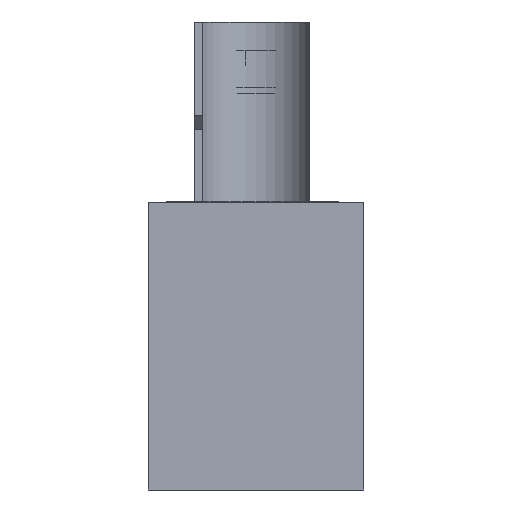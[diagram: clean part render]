
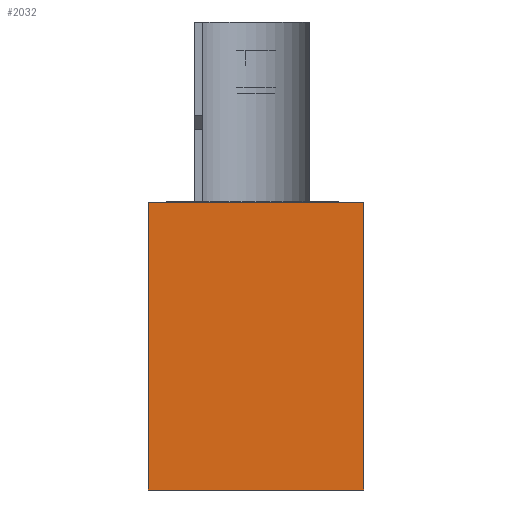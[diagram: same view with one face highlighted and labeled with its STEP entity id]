
A CAD part, left-side view. The second image highlights one B-rep face of the part: STEP entity #2032.
In plain terms, the highlighted planar face has unit normal (-1, 0, 0).
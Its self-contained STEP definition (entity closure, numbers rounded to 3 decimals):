
#741=CARTESIAN_POINT('',(0.0,-15.,20.0));
#742=VERTEX_POINT('',#741);
#743=CARTESIAN_POINT('',(0.0,15.0,20.0));
#744=VERTEX_POINT('',#743);
#745=CARTESIAN_POINT('',(0.0,-15.,20.0));
#746=DIRECTION('',(0.0,1.0,0.0));
#747=VECTOR('',#746,30.0);
#748=LINE('',#745,#747);
#749=EDGE_CURVE('',#742,#744,#748,.T.);
#896=CARTESIAN_POINT('',(0.0,-15.,-20.0));
#897=VERTEX_POINT('',#896);
#904=CARTESIAN_POINT('',(0.0,15.0,-20.0));
#905=VERTEX_POINT('',#904);
#906=CARTESIAN_POINT('',(0.0,15.0,-20.0));
#907=DIRECTION('',(0.0,-1.0,0.0));
#908=VECTOR('',#907,30.0);
#909=LINE('',#906,#908);
#910=EDGE_CURVE('',#905,#897,#909,.T.);
#2011=CARTESIAN_POINT('',(0.0,-15.,0.0));
#2012=DIRECTION('',(-1.0,0.0,0.0));
#2013=DIRECTION('',(0.0,0.0,1.0));
#2014=AXIS2_PLACEMENT_3D('',#2011,#2012,#2013);
#2015=PLANE('',#2014);
#2016=ORIENTED_EDGE('',*,*,#749,.T.);
#2017=CARTESIAN_POINT('',(0.0,15.0,-20.0));
#2018=DIRECTION('',(0.0,0.0,1.0));
#2019=VECTOR('',#2018,40.0);
#2020=LINE('',#2017,#2019);
#2021=EDGE_CURVE('',#905,#744,#2020,.T.);
#2022=ORIENTED_EDGE('',*,*,#2021,.F.);
#2023=ORIENTED_EDGE('',*,*,#910,.T.);
#2024=CARTESIAN_POINT('',(0.0,-15.,20.0));
#2025=DIRECTION('',(0.0,0.0,-1.0));
#2026=VECTOR('',#2025,40.0);
#2027=LINE('',#2024,#2026);
#2028=EDGE_CURVE('',#742,#897,#2027,.T.);
#2029=ORIENTED_EDGE('',*,*,#2028,.F.);
#2030=EDGE_LOOP('',(#2016,#2022,#2023,#2029));
#2031=FACE_OUTER_BOUND('',#2030,.T.);
#2032=ADVANCED_FACE('',(#2031),#2015,.T.);
